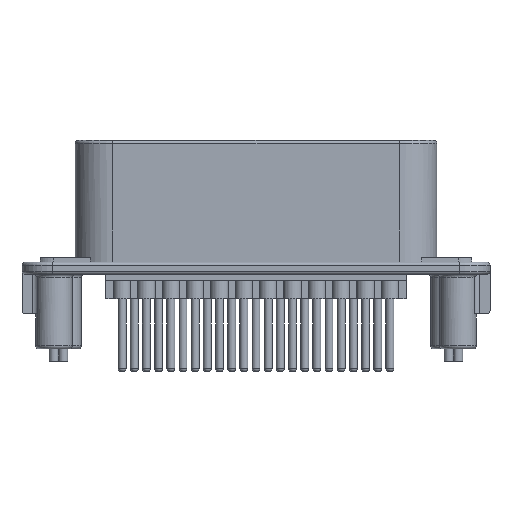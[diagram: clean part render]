
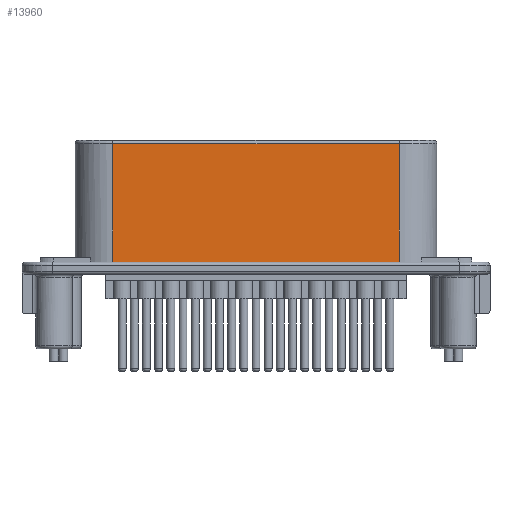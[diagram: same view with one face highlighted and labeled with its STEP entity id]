
A CAD part, front view. The second image highlights one B-rep face of the part: STEP entity #13960.
In plain terms, the highlighted planar face has unit normal (0, -1, 0).
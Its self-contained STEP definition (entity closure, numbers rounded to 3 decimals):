
#1009=DIRECTION('',(1.,0.,0.));
#1010=VECTOR('',#1009,47.);
#1011=CARTESIAN_POINT('',(-23.5,-11.8,-20.));
#1012=LINE('',#1011,#1010);
#1553=DIRECTION('',(1.,0.,0.));
#1554=VECTOR('',#1553,47.);
#1555=CARTESIAN_POINT('',(-23.5,-11.8,-0.5));
#1556=LINE('',#1555,#1554);
#1577=DIRECTION('',(0.,0.,1.));
#1578=VECTOR('',#1577,19.5);
#1579=CARTESIAN_POINT('',(23.5,-11.8,-20.));
#1580=LINE('',#1579,#1578);
#1787=DIRECTION('',(0.,0.,1.));
#1788=VECTOR('',#1787,19.5);
#1789=CARTESIAN_POINT('',(-23.5,-11.8,-20.));
#1790=LINE('',#1789,#1788);
#9904=CARTESIAN_POINT('',(-23.5,-11.8,-20.));
#9905=CARTESIAN_POINT('',(23.5,-11.8,-20.));
#9906=VERTEX_POINT('',#9904);
#9907=VERTEX_POINT('',#9905);
#10320=CARTESIAN_POINT('',(-23.5,-11.8,-0.5));
#10321=VERTEX_POINT('',#10320);
#10324=CARTESIAN_POINT('',(23.5,-11.8,-0.5));
#10325=VERTEX_POINT('',#10324);
#13949=CARTESIAN_POINT('',(-23.5,-11.8,-20.));
#13950=DIRECTION('',(0.,-1.,0.));
#13951=DIRECTION('',(1.,0.,0.));
#13952=AXIS2_PLACEMENT_3D('',#13949,#13950,#13951);
#13953=PLANE('',#13952);
#13954=ORIENTED_EDGE('',*,*,#13737,.T.);
#13955=ORIENTED_EDGE('',*,*,#13769,.F.);
#13956=ORIENTED_EDGE('',*,*,#13159,.F.);
#13957=ORIENTED_EDGE('',*,*,#13939,.T.);
#13958=EDGE_LOOP('',(#13954,#13955,#13956,#13957));
#13959=FACE_OUTER_BOUND('',#13958,.F.);
#13960=ADVANCED_FACE('',(#13959),#13953,.T.);
#13159=EDGE_CURVE('',#9906,#9907,#1012,.T.);
#13737=EDGE_CURVE('',#10321,#10325,#1556,.T.);
#13769=EDGE_CURVE('',#9907,#10325,#1580,.T.);
#13939=EDGE_CURVE('',#9906,#10321,#1790,.T.);
